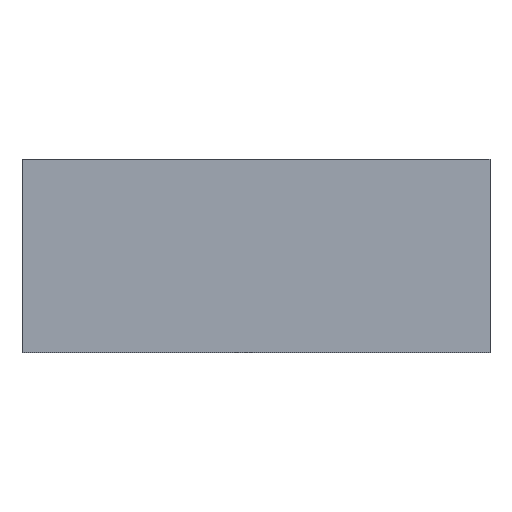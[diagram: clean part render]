
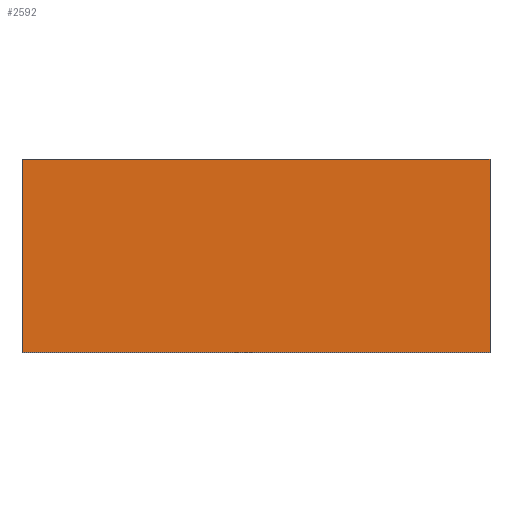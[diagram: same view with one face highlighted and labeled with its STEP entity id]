
A CAD part, top view. The second image highlights one B-rep face of the part: STEP entity #2592.
In plain terms, the highlighted planar face has unit normal (0, 0, 1).
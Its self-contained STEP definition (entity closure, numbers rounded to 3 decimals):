
#2579=AXIS2_PLACEMENT_3D('Plane Axis2P3D',#2576,#2577,#2578) ;
#100=CARTESIAN_POINT('Vertex',(0.,15.2,18.3)) ;
#103=CARTESIAN_POINT('Line Origine',(18.4,15.2,18.3)) ;
#107=CARTESIAN_POINT('Vertex',(36.8,15.2,18.3)) ;
#399=CARTESIAN_POINT('Vertex',(0.,0.,18.3)) ;
#402=CARTESIAN_POINT('Line Origine',(0.,7.6,18.3)) ;
#1545=CARTESIAN_POINT('Vertex',(36.8,0.,18.3)) ;
#1550=CARTESIAN_POINT('Line Origine',(18.4,0.,18.3)) ;
#2576=CARTESIAN_POINT('Axis2P3D Location',(31.8,4.47,18.3)) ;
#2581=CARTESIAN_POINT('Line Origine',(36.8,7.6,18.3)) ;
#104=DIRECTION('Vector Direction',(-1.,0.,0.)) ;
#403=DIRECTION('Vector Direction',(0.,-1.,0.)) ;
#1551=DIRECTION('Vector Direction',(-1.,0.,0.)) ;
#2577=DIRECTION('Axis2P3D Direction',(0.,0.,-1.)) ;
#2578=DIRECTION('Axis2P3D XDirection',(1.,0.,0.)) ;
#2582=DIRECTION('Vector Direction',(0.,-1.,0.)) ;
#105=VECTOR('Line Direction',#104,1.) ;
#404=VECTOR('Line Direction',#403,1.) ;
#1552=VECTOR('Line Direction',#1551,1.) ;
#2583=VECTOR('Line Direction',#2582,1.) ;
#2587=ORIENTED_EDGE('',*,*,#2585,.F.) ;
#2588=ORIENTED_EDGE('',*,*,#109,.T.) ;
#2589=ORIENTED_EDGE('',*,*,#406,.T.) ;
#2590=ORIENTED_EDGE('',*,*,#1554,.F.) ;
#2592=ADVANCED_FACE('Housing LMFS.1\\Model',(#2591),#2580,.F.) ;
#109=EDGE_CURVE('',#108,#101,#106,.T.) ;
#406=EDGE_CURVE('',#101,#400,#405,.T.) ;
#1554=EDGE_CURVE('',#1546,#400,#1553,.T.) ;
#2585=EDGE_CURVE('',#108,#1546,#2584,.T.) ;
#2586=EDGE_LOOP('',(#2587,#2588,#2589,#2590)) ;
#2591=FACE_OUTER_BOUND('',#2586,.T.) ;
#106=LINE('Line',#103,#105) ;
#405=LINE('Line',#402,#404) ;
#1553=LINE('Line',#1550,#1552) ;
#2584=LINE('Line',#2581,#2583) ;
#2580=PLANE('',#2579) ;
#101=VERTEX_POINT('',#100) ;
#108=VERTEX_POINT('',#107) ;
#400=VERTEX_POINT('',#399) ;
#1546=VERTEX_POINT('',#1545) ;
